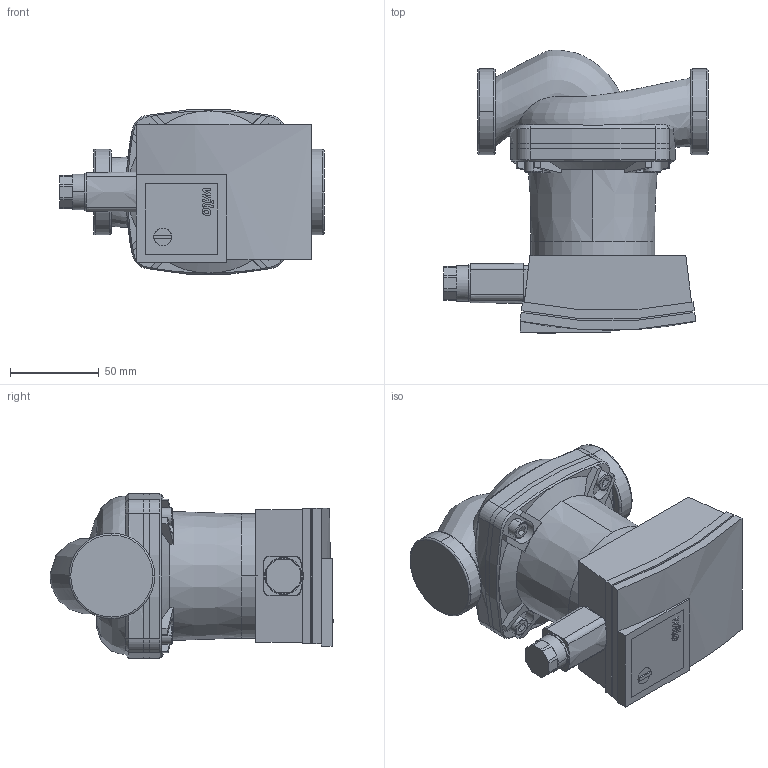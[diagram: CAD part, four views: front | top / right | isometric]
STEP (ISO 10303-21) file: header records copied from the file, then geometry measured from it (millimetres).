
FILE_DESCRIPTION((''),'2;1');
FILE_NAME('3d_Yonos-PICO-25_1-4-130-(ROW)-4164017.stp','2016-04-29T07:45:48',(''),(''),'Mechanical Desktop 2009','Mechanical Desktop 2009',', , ');
FILE_SCHEMA(('CONFIG_CONTROL_DESIGN'));
Length unit declared in the file: millimetre
Products named in the file (1): Product
Bounding box: 149 x 160 x 92.7 mm (x, y, z)
Volume: 922421 mm3; surface area: 125726.2 mm2
Topology: 11 solids, 11 shells, 325 faces, 881 edges, 591 vertices
Faces by surface type: plane 149, bspline 62, cylinder 61, cone 37, torus 16
Entity records: 14937 total; most frequent: CARTESIAN_POINT 6825, ORIENTED_EDGE 1762, DIRECTION 1553, EDGE_CURVE 881, VERTEX_POINT 591, AXIS2_PLACEMENT_3D 531, VECTOR 491, LINE 491
